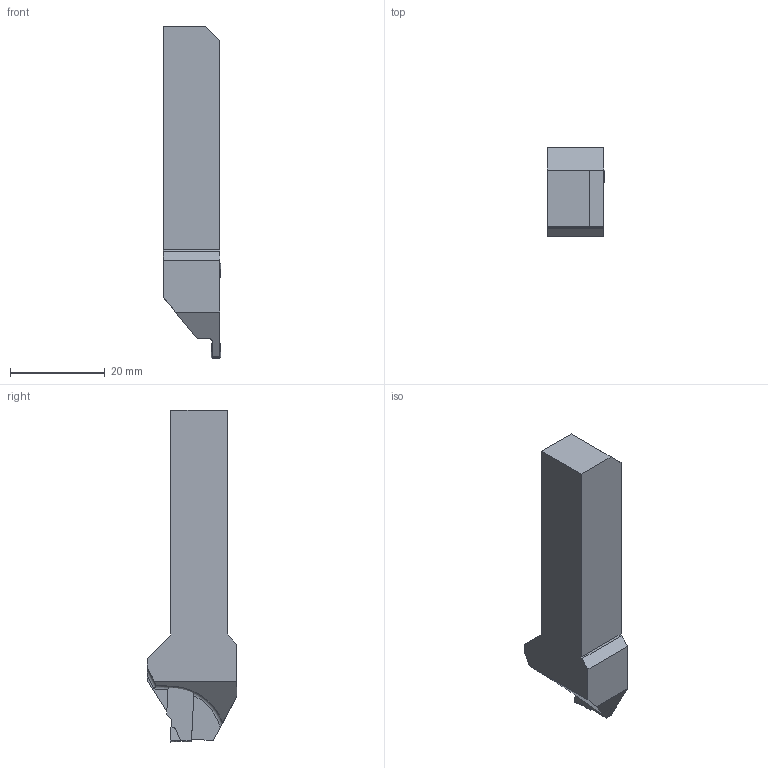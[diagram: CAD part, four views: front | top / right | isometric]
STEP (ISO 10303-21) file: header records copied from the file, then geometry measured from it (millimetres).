
FILE_DESCRIPTION(/* description */ (''),/* implementation_level */ '2;1');
FILE_NAME(/* name */ '1555064666692.stp',/* time_stamp */ '2019-04-12T15:55:35+05:00',/* author */ (''),/* organization */ ('SMS'),/* preprocessor_version */ 'ST-DEVELOPER v15',/* originating_system */ 'SIEMENS PLM Software NX 8.5',/* authorisation */ '');
FILE_SCHEMA (('AUTOMOTIVE_DESIGN { 1 0 10303 214 3 1 1 1 }'));
Length unit declared in the file: millimetre
Products named in the file (4): ASSEMBLY_CONSTRUCTION; 201539460mod000_00; 201749458mod000_00; 201749451mod000_00
Assembly tree (3 placements, depth 2):
  201749451mod000_00
    201749458mod000_00
    201539460mod000_00
    ASSEMBLY_CONSTRUCTION
Bounding box: 12.12 x 18.93 x 70 mm (x, y, z)
Volume: 9413.1 mm3; surface area: 3803.8 mm2
Topology: 2 solids, 2 shells, 67 faces, 189 edges, 132 vertices
Faces by surface type: plane 50, cylinder 9, extrusion 7, torus 1
Entity records: 2553 total; most frequent: CARTESIAN_POINT 660, ORIENTED_EDGE 376, DIRECTION 343, EDGE_CURVE 188, VECTOR 153, LINE 146, VERTEX_POINT 125, AXIS2_PLACEMENT_3D 95
